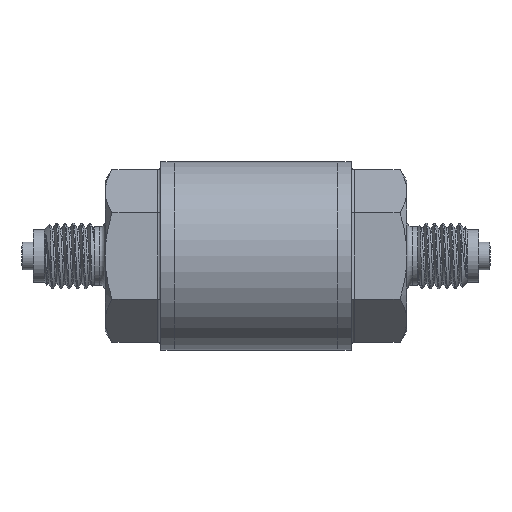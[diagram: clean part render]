
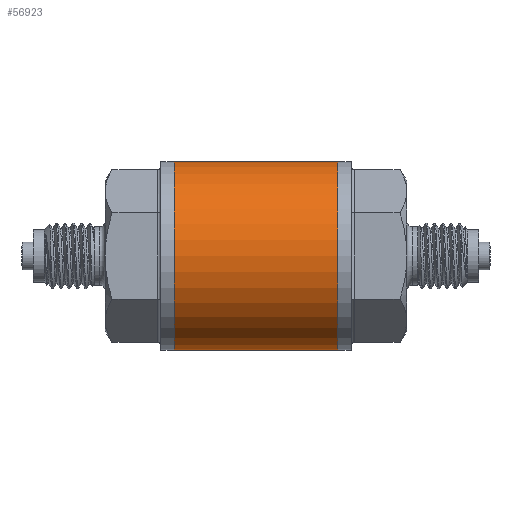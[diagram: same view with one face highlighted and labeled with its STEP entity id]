
A CAD part, front view. The second image highlights one B-rep face of the part: STEP entity #56923.
In plain terms, the highlighted cylindrical face has radius 17 mm (diameter 34 mm), a full revolution.
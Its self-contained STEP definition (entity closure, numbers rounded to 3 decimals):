
#227=FACE_BOUND('',#12040,.T.);
#8415=FACE_OUTER_BOUND('',#12039,.T.);
#12039=EDGE_LOOP('',(#39845,#39846,#39847,#39848));
#12040=EDGE_LOOP('',(#39849,#39850));
#15727=CIRCLE('',#60470,17.);
#15728=CIRCLE('',#60471,17.);
#16987=B_SPLINE_CURVE_WITH_KNOTS('',3,(#99893,#99894,#99895,#99896,#99897,
#99898,#99899,#99900,#99901,#99902,#99903,#99904,#99905,#99906,#99907,#99908,
#99909,#99910,#99911,#99912),.UNSPECIFIED.,.F.,.F.,(4,2,2,2,2,2,2,2,2,4),
(-5.022,-4.957,-4.66,-4.362,
-4.065,-3.767,-3.47,-2.9,
-2.615,-2.33),.UNSPECIFIED.);
#16988=B_SPLINE_CURVE_WITH_KNOTS('',3,(#99913,#99914,#99915,#99916,#99917,
#99918,#99919,#99920,#99921,#99922,#99923,#99924,#99925,#99926,#99927,#99928,
#99929,#99930,#99931,#99932,#99933,#99934,#99935,#99936,#99937,#99938,#99939,
#99940,#99941,#99942,#99943,#99944,#99945,#99946,#99947,#99948,#99949,#99950,
#99951,#99952,#99953,#99954,#99955),.UNSPECIFIED.,.F.,.F.,(4,2,2,2,2,2,
2,3,2,2,2,2,2,2,2,2,2,2,2,2,4),(-2.33,-2.045,-1.76,
-1.19,-0.893,-0.595,-0.298,
0.,0.298,0.595,0.893,1.19,
1.76,2.045,2.33,2.615,2.9,
3.47,3.767,4.065,4.297),
 .UNSPECIFIED.);
#18045=LINE('',#99971,#20560);
#20560=VECTOR('',#68950,17.);
#23405=VERTEX_POINT('',#99891);
#23406=VERTEX_POINT('',#99892);
#23409=VERTEX_POINT('',#99968);
#23410=VERTEX_POINT('',#99970);
#29704=EDGE_CURVE('',#23405,#23406,#16987,.T.);
#29705=EDGE_CURVE('',#23406,#23405,#16988,.T.);
#29710=EDGE_CURVE('',#23409,#23409,#15727,.T.);
#29711=EDGE_CURVE('',#23409,#23410,#18045,.T.);
#29712=EDGE_CURVE('',#23410,#23410,#15728,.T.);
#39845=ORIENTED_EDGE('',*,*,#29710,.F.);
#39846=ORIENTED_EDGE('',*,*,#29711,.T.);
#39847=ORIENTED_EDGE('',*,*,#29712,.F.);
#39848=ORIENTED_EDGE('',*,*,#29711,.F.);
#39849=ORIENTED_EDGE('',*,*,#29704,.T.);
#39850=ORIENTED_EDGE('',*,*,#29705,.T.);
#55943=CYLINDRICAL_SURFACE('',#60469,17.);
#56923=ADVANCED_FACE('',(#8415,#227),#55943,.T.);
#60469=AXIS2_PLACEMENT_3D('',#99967,#68946,#68947);
#60470=AXIS2_PLACEMENT_3D('',#99969,#68948,#68949);
#60471=AXIS2_PLACEMENT_3D('',#99972,#68951,#68952);
#68946=DIRECTION('center_axis',(1.,0.,0.));
#68947=DIRECTION('ref_axis',(0.,0.,-1.));
#68948=DIRECTION('center_axis',(1.,0.,0.));
#68949=DIRECTION('ref_axis',(0.,0.,-1.));
#68950=DIRECTION('',(-1.,0.,0.));
#68951=DIRECTION('center_axis',(-1.,0.,0.));
#68952=DIRECTION('ref_axis',(0.,0.,-1.));
#99891=CARTESIAN_POINT('',(3.5,9.909,13.813));
#99892=CARTESIAN_POINT('',(-14.25,17.,0.));
#99893=CARTESIAN_POINT('Ctrl Pts',(3.5,9.909,13.813));
#99894=CARTESIAN_POINT('Ctrl Pts',(3.3,9.838,13.864));
#99895=CARTESIAN_POINT('Ctrl Pts',(3.099,9.772,13.911));
#99896=CARTESIAN_POINT('Ctrl Pts',(1.961,9.433,14.147));
#99897=CARTESIAN_POINT('Ctrl Pts',(0.992,9.27,14.25));
#99898=CARTESIAN_POINT('Ctrl Pts',(-0.992,9.27,
14.25));
#99899=CARTESIAN_POINT('Ctrl Pts',(-1.961,9.433,14.147));
#99900=CARTESIAN_POINT('Ctrl Pts',(-3.829,9.99,13.759));
#99901=CARTESIAN_POINT('Ctrl Pts',(-4.729,10.381,13.475));
#99902=CARTESIAN_POINT('Ctrl Pts',(-6.439,11.264,12.746));
#99903=CARTESIAN_POINT('Ctrl Pts',(-7.251,11.755,12.301));
#99904=CARTESIAN_POINT('Ctrl Pts',(-8.759,12.741,11.277));
#99905=CARTESIAN_POINT('Ctrl Pts',(-9.454,13.234,10.698));
#99906=CARTESIAN_POINT('Ctrl Pts',(-11.268,14.569,8.885));
#99907=CARTESIAN_POINT('Ctrl Pts',(-12.355,15.44,7.35));
#99908=CARTESIAN_POINT('Ctrl Pts',(-13.475,16.354,4.732));
#99909=CARTESIAN_POINT('Ctrl Pts',(-13.766,16.596,3.807));
#99910=CARTESIAN_POINT('Ctrl Pts',(-14.154,16.919,1.916));
#99911=CARTESIAN_POINT('Ctrl Pts',(-14.25,17.,0.95));
#99912=CARTESIAN_POINT('Ctrl Pts',(-14.25,17.,0.));
#99913=CARTESIAN_POINT('Ctrl Pts',(-14.25,17.,0.));
#99914=CARTESIAN_POINT('Ctrl Pts',(-14.25,17.,-0.95));
#99915=CARTESIAN_POINT('Ctrl Pts',(-14.154,16.919,-1.916));
#99916=CARTESIAN_POINT('Ctrl Pts',(-13.766,16.596,-3.807));
#99917=CARTESIAN_POINT('Ctrl Pts',(-13.475,16.354,-4.732));
#99918=CARTESIAN_POINT('Ctrl Pts',(-12.355,15.44,-7.35));
#99919=CARTESIAN_POINT('Ctrl Pts',(-11.268,14.569,-8.885));
#99920=CARTESIAN_POINT('Ctrl Pts',(-9.454,13.234,-10.698));
#99921=CARTESIAN_POINT('Ctrl Pts',(-8.759,12.741,-11.277));
#99922=CARTESIAN_POINT('Ctrl Pts',(-7.251,11.755,-12.301));
#99923=CARTESIAN_POINT('Ctrl Pts',(-6.439,11.264,-12.746));
#99924=CARTESIAN_POINT('Ctrl Pts',(-4.729,10.381,-13.475));
#99925=CARTESIAN_POINT('Ctrl Pts',(-3.829,9.99,-13.759));
#99926=CARTESIAN_POINT('Ctrl Pts',(-1.961,9.433,-14.147));
#99927=CARTESIAN_POINT('Ctrl Pts',(-0.992,9.27,
-14.25));
#99928=CARTESIAN_POINT('Ctrl Pts',(0.,9.27,-14.25));
#99929=CARTESIAN_POINT('Ctrl Pts',(0.992,9.27,-14.25));
#99930=CARTESIAN_POINT('Ctrl Pts',(1.961,9.433,-14.147));
#99931=CARTESIAN_POINT('Ctrl Pts',(3.829,9.99,-13.759));
#99932=CARTESIAN_POINT('Ctrl Pts',(4.729,10.381,-13.475));
#99933=CARTESIAN_POINT('Ctrl Pts',(6.439,11.264,-12.746));
#99934=CARTESIAN_POINT('Ctrl Pts',(7.251,11.755,-12.301));
#99935=CARTESIAN_POINT('Ctrl Pts',(8.759,12.741,-11.277));
#99936=CARTESIAN_POINT('Ctrl Pts',(9.454,13.234,-10.698));
#99937=CARTESIAN_POINT('Ctrl Pts',(11.268,14.569,-8.885));
#99938=CARTESIAN_POINT('Ctrl Pts',(12.355,15.44,-7.35));
#99939=CARTESIAN_POINT('Ctrl Pts',(13.475,16.354,-4.732));
#99940=CARTESIAN_POINT('Ctrl Pts',(13.766,16.596,-3.807));
#99941=CARTESIAN_POINT('Ctrl Pts',(14.154,16.919,-1.916));
#99942=CARTESIAN_POINT('Ctrl Pts',(14.25,17.,-0.95));
#99943=CARTESIAN_POINT('Ctrl Pts',(14.25,17.,0.95));
#99944=CARTESIAN_POINT('Ctrl Pts',(14.154,16.919,1.916));
#99945=CARTESIAN_POINT('Ctrl Pts',(13.766,16.596,3.807));
#99946=CARTESIAN_POINT('Ctrl Pts',(13.475,16.354,4.732));
#99947=CARTESIAN_POINT('Ctrl Pts',(12.355,15.44,7.35));
#99948=CARTESIAN_POINT('Ctrl Pts',(11.268,14.569,8.885));
#99949=CARTESIAN_POINT('Ctrl Pts',(9.454,13.234,10.698));
#99950=CARTESIAN_POINT('Ctrl Pts',(8.759,12.741,11.277));
#99951=CARTESIAN_POINT('Ctrl Pts',(7.251,11.755,12.301));
#99952=CARTESIAN_POINT('Ctrl Pts',(6.439,11.264,12.746));
#99953=CARTESIAN_POINT('Ctrl Pts',(4.915,10.477,13.395));
#99954=CARTESIAN_POINT('Ctrl Pts',(4.219,10.163,13.631));
#99955=CARTESIAN_POINT('Ctrl Pts',(3.5,9.909,13.813));
#99967=CARTESIAN_POINT('Origin',(0.,0.,0.));
#99968=CARTESIAN_POINT('',(14.7,0.,17.));
#99969=CARTESIAN_POINT('Origin',(14.7,0.,0.));
#99970=CARTESIAN_POINT('',(-14.7,0.,17.));
#99971=CARTESIAN_POINT('',(0.,0.,17.));
#99972=CARTESIAN_POINT('Origin',(-14.7,0.,0.));
